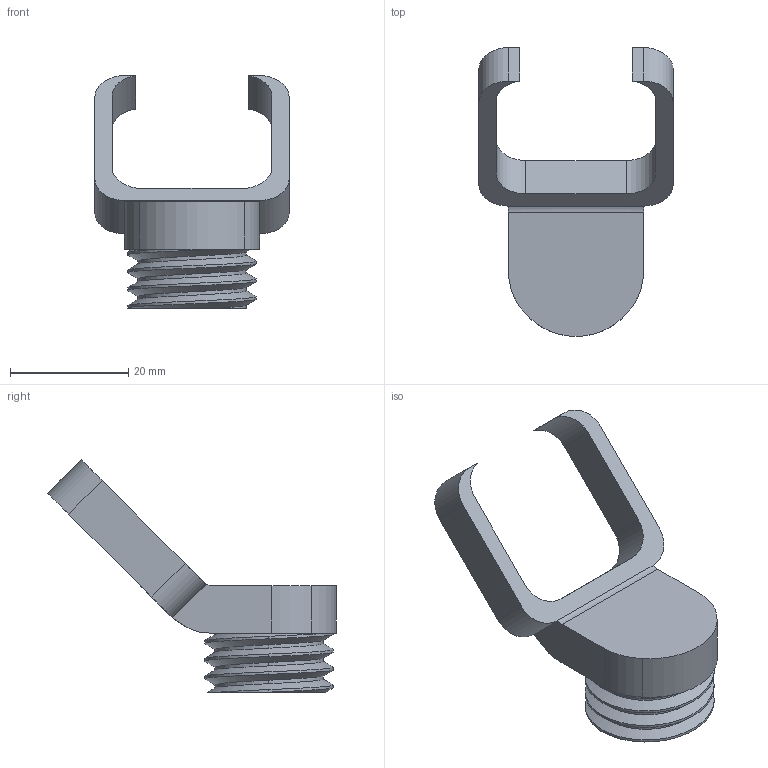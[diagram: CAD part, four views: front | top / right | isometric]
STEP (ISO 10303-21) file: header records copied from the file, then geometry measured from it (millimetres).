
FILE_DESCRIPTION(/* description */ ('Designed by EasyEDA Pro'),/* implementation_level */ '2;1');
FILE_NAME(/* name */ '',/* time_stamp */ '2024-10-31T14:49:30+08:00',/* author */ (''),/* organization */ (''),/* preprocessor_version */ 'ST-DEVELOPER v20',/* originating_system */ 'Autodesk Translation Framework v13.20.0.188',/* authorisation */ '');
FILE_SCHEMA (('AUTOMOTIVE_DESIGN { 1 0 10303 214 3 1 1 }'));
Length unit declared in the file: millimetre
Products named in the file (6): PCBModel; 盖子; 盖子2; USB插件组; usb插座外壳; 螺丝
Assembly tree (5 placements, depth 6):
  PCBModel
    盖子
      盖子2
        USB插件组
          usb插座外壳
            螺丝
Bounding box: 32.8 x 48.7 x 39.29 mm (x, y, z)
Volume: 8232.2 mm3; surface area: 5135.9 mm2
Topology: 2 solids, 2 shells, 40 faces, 104 edges, 68 vertices
Faces by surface type: cylinder 20, plane 15, bspline 4, sphere 1
Full cylindrical faces by diameter (mm): 18.337 x2, 21.765 x3
Entity records: 2656 total; most frequent: CARTESIAN_POINT 1582, ORIENTED_EDGE 206, DIRECTION 199, EDGE_CURVE 103, AXIS2_PLACEMENT_3D 75, VERTEX_POINT 68, LINE 49, VECTOR 49
